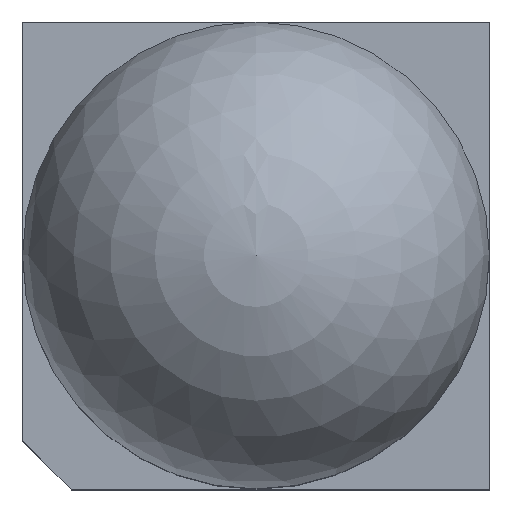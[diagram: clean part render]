
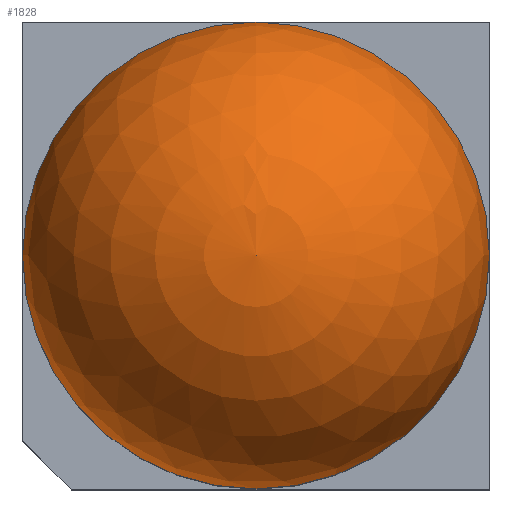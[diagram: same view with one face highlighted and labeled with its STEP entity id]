
A CAD part, top view. The second image highlights one B-rep face of the part: STEP entity #1828.
In plain terms, the highlighted spherical face has radius 2.4 mm.
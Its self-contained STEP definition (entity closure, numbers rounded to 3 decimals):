
#649 = CYLINDRICAL_SURFACE('',#650,2.4);
#650 = AXIS2_PLACEMENT_3D('',#651,#652,#653);
#651 = CARTESIAN_POINT('',(0.,0.,3.6));
#652 = DIRECTION('',(0.,0.,-1.));
#653 = DIRECTION('',(1.,0.,0.));
#1285 = VERTEX_POINT('',#1286);
#1286 = CARTESIAN_POINT('',(2.4,0.,6.2));
#1337 = EDGE_CURVE('',#1285,#1338,#1340,.T.);
#1338 = VERTEX_POINT('',#1339);
#1339 = CARTESIAN_POINT('',(0.,2.4,6.2));
#1340 = SURFACE_CURVE('',#1341,(#1346,#1353),.PCURVE_S1.);
#1341 = CIRCLE('',#1342,2.4);
#1342 = AXIS2_PLACEMENT_3D('',#1343,#1344,#1345);
#1343 = CARTESIAN_POINT('',(0.,0.,6.2));
#1344 = DIRECTION('',(0.,0.,1.));
#1345 = DIRECTION('',(1.,0.,0.));
#1346 = PCURVE('',#649,#1347);
#1347 = DEFINITIONAL_REPRESENTATION('',(#1348),#1352);
#1348 = LINE('',#1349,#1350);
#1349 = CARTESIAN_POINT('',(-0.,-2.6));
#1350 = VECTOR('',#1351,1.);
#1351 = DIRECTION('',(-1.,0.));
#1352 = ( GEOMETRIC_REPRESENTATION_CONTEXT(2) 
PARAMETRIC_REPRESENTATION_CONTEXT() REPRESENTATION_CONTEXT('2D SPACE',''
  ) );
#1353 = PCURVE('',#1354,#1359);
#1354 = SPHERICAL_SURFACE('',#1355,2.4);
#1355 = AXIS2_PLACEMENT_3D('',#1356,#1357,#1358);
#1356 = CARTESIAN_POINT('',(0.,0.,6.2));
#1357 = DIRECTION('',(0.,0.,1.));
#1358 = DIRECTION('',(0.,1.,0.));
#1359 = DEFINITIONAL_REPRESENTATION('',(#1360),#1363);
#1360 = B_SPLINE_CURVE_WITH_KNOTS('',1,(#1361,#1362),.UNSPECIFIED.,.F.,
  .F.,(2,2),(0.,1.571),.PIECEWISE_BEZIER_KNOTS.);
#1361 = CARTESIAN_POINT('',(-1.571,0.));
#1362 = CARTESIAN_POINT('',(0.,0.));
#1363 = ( GEOMETRIC_REPRESENTATION_CONTEXT(2) 
PARAMETRIC_REPRESENTATION_CONTEXT() REPRESENTATION_CONTEXT('2D SPACE',''
  ) );
#1365 = EDGE_CURVE('',#1338,#1285,#1366,.T.);
#1366 = SURFACE_CURVE('',#1367,(#1372,#1379),.PCURVE_S1.);
#1367 = CIRCLE('',#1368,2.4);
#1368 = AXIS2_PLACEMENT_3D('',#1369,#1370,#1371);
#1369 = CARTESIAN_POINT('',(0.,0.,6.2));
#1370 = DIRECTION('',(0.,0.,1.));
#1371 = DIRECTION('',(1.,0.,0.));
#1372 = PCURVE('',#649,#1373);
#1373 = DEFINITIONAL_REPRESENTATION('',(#1374),#1378);
#1374 = LINE('',#1375,#1376);
#1375 = CARTESIAN_POINT('',(-0.,-2.6));
#1376 = VECTOR('',#1377,1.);
#1377 = DIRECTION('',(-1.,0.));
#1378 = ( GEOMETRIC_REPRESENTATION_CONTEXT(2) 
PARAMETRIC_REPRESENTATION_CONTEXT() REPRESENTATION_CONTEXT('2D SPACE',''
  ) );
#1379 = PCURVE('',#1354,#1380);
#1380 = DEFINITIONAL_REPRESENTATION('',(#1381),#1384);
#1381 = B_SPLINE_CURVE_WITH_KNOTS('',1,(#1382,#1383),.UNSPECIFIED.,.F.,
  .F.,(2,2),(1.571,6.283),.PIECEWISE_BEZIER_KNOTS.);
#1382 = CARTESIAN_POINT('',(-6.283,0.));
#1383 = CARTESIAN_POINT('',(-1.571,0.));
#1384 = ( GEOMETRIC_REPRESENTATION_CONTEXT(2) 
PARAMETRIC_REPRESENTATION_CONTEXT() REPRESENTATION_CONTEXT('2D SPACE',''
  ) );
#1828 = ADVANCED_FACE('',(#1829),#1354,.T.);
#1829 = FACE_BOUND('',#1830,.F.);
#1830 = EDGE_LOOP('',(#1831,#1832,#1833,#1857));
#1831 = ORIENTED_EDGE('',*,*,#1337,.F.);
#1832 = ORIENTED_EDGE('',*,*,#1365,.F.);
#1833 = ORIENTED_EDGE('',*,*,#1834,.T.);
#1834 = EDGE_CURVE('',#1338,#1835,#1837,.T.);
#1835 = VERTEX_POINT('',#1836);
#1836 = CARTESIAN_POINT('',(0.,0.,8.6));
#1837 = SEAM_CURVE('',#1838,(#1843,#1850),.PCURVE_S1.);
#1838 = CIRCLE('',#1839,2.4);
#1839 = AXIS2_PLACEMENT_3D('',#1840,#1841,#1842);
#1840 = CARTESIAN_POINT('',(0.,0.,6.2));
#1841 = DIRECTION('',(1.,-0.,0.));
#1842 = DIRECTION('',(0.,0.,-1.));
#1843 = PCURVE('',#1354,#1844);
#1844 = DEFINITIONAL_REPRESENTATION('',(#1845),#1849);
#1845 = LINE('',#1846,#1847);
#1846 = CARTESIAN_POINT('',(-0.,-1.571));
#1847 = VECTOR('',#1848,1.);
#1848 = DIRECTION('',(-0.,1.));
#1849 = ( GEOMETRIC_REPRESENTATION_CONTEXT(2) 
PARAMETRIC_REPRESENTATION_CONTEXT() REPRESENTATION_CONTEXT('2D SPACE',''
  ) );
#1850 = PCURVE('',#1354,#1851);
#1851 = DEFINITIONAL_REPRESENTATION('',(#1852),#1856);
#1852 = LINE('',#1853,#1854);
#1853 = CARTESIAN_POINT('',(-6.283,-1.571));
#1854 = VECTOR('',#1855,1.);
#1855 = DIRECTION('',(-0.,1.));
#1856 = ( GEOMETRIC_REPRESENTATION_CONTEXT(2) 
PARAMETRIC_REPRESENTATION_CONTEXT() REPRESENTATION_CONTEXT('2D SPACE',''
  ) );
#1857 = ORIENTED_EDGE('',*,*,#1834,.F.);
